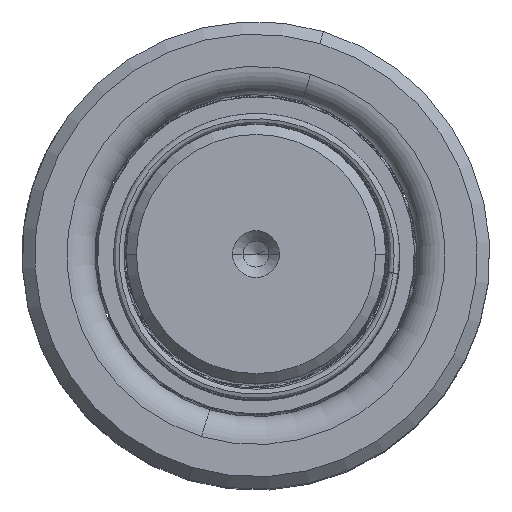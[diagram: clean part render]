
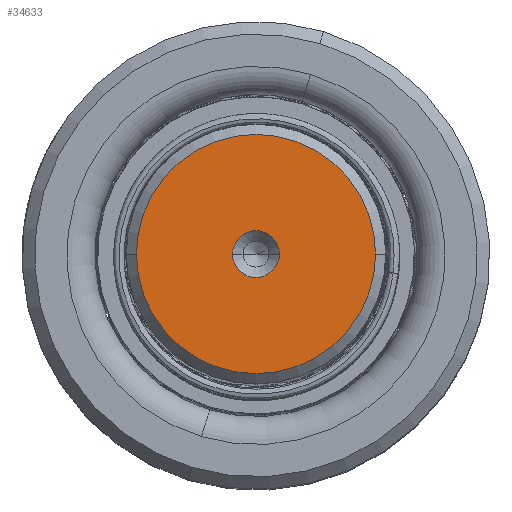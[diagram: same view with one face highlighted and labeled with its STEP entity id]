
A CAD part, top view. The second image highlights one B-rep face of the part: STEP entity #34633.
In plain terms, the highlighted planar face has unit normal (0, 0, 1).
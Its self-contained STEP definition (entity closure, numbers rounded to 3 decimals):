
#3360 = AXIS2_PLACEMENT_3D ( 'NONE', #41746, #25969, #11380 ) ;
#3396 = ORIENTED_EDGE ( 'NONE', *, *, #15187, .T. ) ;
#3927 = EDGE_CURVE ( 'NONE', #7237, #49830, #12726, .T. ) ;
#5322 = VERTEX_POINT ( 'NONE', #42442 ) ;
#6444 = CARTESIAN_POINT ( 'NONE',  ( 0., 0., 140. ) ) ;
#7237 = VERTEX_POINT ( 'NONE', #32328 ) ;
#7594 = ORIENTED_EDGE ( 'NONE', *, *, #41618, .F. ) ;
#9462 = ORIENTED_EDGE ( 'NONE', *, *, #3927, .T. ) ;
#10367 = EDGE_LOOP ( 'NONE', ( #3396, #9462 ) ) ;
#11380 = DIRECTION ( 'NONE',  ( 1., 0., 0. ) ) ;
#12726 = CIRCLE ( 'NONE', #3360, 11.509 ) ;
#14092 = DIRECTION ( 'NONE',  ( 0., 0., 1. ) ) ;
#14955 = VERTEX_POINT ( 'NONE', #40634 ) ;
#15187 = EDGE_CURVE ( 'NONE', #49830, #7237, #40314, .T. ) ;
#17683 = CIRCLE ( 'NONE', #21075, 2.25 ) ;
#18391 = DIRECTION ( 'NONE',  ( 0., 0., 1. ) ) ;
#18549 = PLANE ( 'NONE',  #46264 ) ;
#19676 = DIRECTION ( 'NONE',  ( 1., 0., 0. ) ) ;
#19683 = DIRECTION ( 'NONE',  ( 1., 0., 0. ) ) ;
#21075 = AXIS2_PLACEMENT_3D ( 'NONE', #37840, #14092, #38209 ) ;
#21970 = EDGE_LOOP ( 'NONE', ( #7594, #41967 ) ) ;
#22284 = FACE_BOUND ( 'NONE', #21970, .T. ) ;
#25969 = DIRECTION ( 'NONE',  ( 0., 0., 1. ) ) ;
#26722 = DIRECTION ( 'NONE',  ( 1., 0., 0. ) ) ;
#27842 = EDGE_CURVE ( 'NONE', #5322, #14955, #42868, .T. ) ;
#28546 = AXIS2_PLACEMENT_3D ( 'NONE', #51055, #47271, #19683 ) ;
#31458 = CARTESIAN_POINT ( 'NONE',  ( 0., 0., 140. ) ) ;
#32328 = CARTESIAN_POINT ( 'NONE',  ( 11.509, 0., 140. ) ) ;
#34633 = ADVANCED_FACE ( 'NONE', ( #22284, #39071 ), #18549, .T. ) ;
#37840 = CARTESIAN_POINT ( 'NONE',  ( 0., 0., 140. ) ) ;
#38209 = DIRECTION ( 'NONE',  ( 1., 0., 0. ) ) ;
#39071 = FACE_OUTER_BOUND ( 'NONE', #10367, .T. ) ;
#40314 = CIRCLE ( 'NONE', #41400, 11.509 ) ;
#40634 = CARTESIAN_POINT ( 'NONE',  ( 2.25, 0., 140. ) ) ;
#41400 = AXIS2_PLACEMENT_3D ( 'NONE', #6444, #18391, #26722 ) ;
#41420 = CARTESIAN_POINT ( 'NONE',  ( -11.509, 0., 140. ) ) ;
#41618 = EDGE_CURVE ( 'NONE', #14955, #5322, #17683, .T. ) ;
#41746 = CARTESIAN_POINT ( 'NONE',  ( 0., 0., 140. ) ) ;
#41967 = ORIENTED_EDGE ( 'NONE', *, *, #27842, .F. ) ;
#42442 = CARTESIAN_POINT ( 'NONE',  ( -2.25, 0., 140. ) ) ;
#42868 = CIRCLE ( 'NONE', #28546, 2.25 ) ;
#43441 = DIRECTION ( 'NONE',  ( 0., 0., 1. ) ) ;
#46264 = AXIS2_PLACEMENT_3D ( 'NONE', #31458, #43441, #19676 ) ;
#47271 = DIRECTION ( 'NONE',  ( 0., 0., 1. ) ) ;
#49830 = VERTEX_POINT ( 'NONE', #41420 ) ;
#51055 = CARTESIAN_POINT ( 'NONE',  ( 0., 0., 140. ) ) ;
